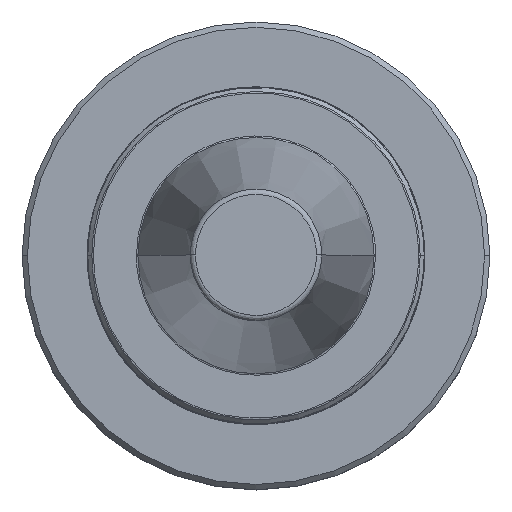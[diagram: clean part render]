
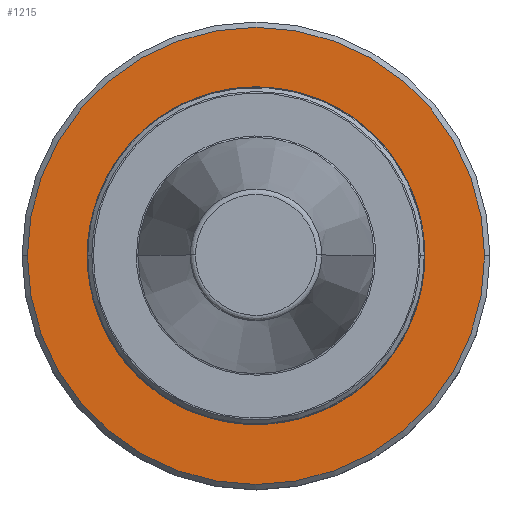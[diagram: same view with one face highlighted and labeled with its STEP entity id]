
A CAD part, top view. The second image highlights one B-rep face of the part: STEP entity #1215.
In plain terms, the highlighted planar face has unit normal (0, 0, 1).
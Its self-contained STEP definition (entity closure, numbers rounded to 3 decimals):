
#103 = DIRECTION ( 'NONE',  ( -1., 0., 0. ) ) ;
#111 = DIRECTION ( 'NONE',  ( 0., 0., -1. ) ) ;
#114 = CARTESIAN_POINT ( 'NONE',  ( 0., 0., -36. ) ) ;
#259 = DIRECTION ( 'NONE',  ( 0., 0., 1. ) ) ;
#286 = ORIENTED_EDGE ( 'NONE', *, *, #3140, .F. ) ;
#439 = CARTESIAN_POINT ( 'NONE',  ( 0., 0., -36. ) ) ;
#449 = EDGE_LOOP ( 'NONE', ( #3821, #4278 ) ) ;
#483 = VERTEX_POINT ( 'NONE', #2462 ) ;
#519 = AXIS2_PLACEMENT_3D ( 'NONE', #3306, #4305, #1576 ) ;
#545 = VERTEX_POINT ( 'NONE', #2266 ) ;
#655 = AXIS2_PLACEMENT_3D ( 'NONE', #2982, #865, #3322 ) ;
#800 = DIRECTION ( 'NONE',  ( 1., 0., 0. ) ) ;
#865 = DIRECTION ( 'NONE',  ( 0., 0., -1. ) ) ;
#961 = EDGE_CURVE ( 'NONE', #483, #545, #1545, .T. ) ;
#1215 = ADVANCED_FACE ( 'NONE', ( #1584, #1655 ), #2888, .F. ) ;
#1452 = EDGE_CURVE ( 'NONE', #4342, #4036, #2947, .T. ) ;
#1538 = ORIENTED_EDGE ( 'NONE', *, *, #1452, .F. ) ;
#1543 = EDGE_CURVE ( 'NONE', #545, #483, #4002, .T. ) ;
#1545 = CIRCLE ( 'NONE', #3219, 43. ) ;
#1576 = DIRECTION ( 'NONE',  ( -1., 0., 0. ) ) ;
#1584 = FACE_OUTER_BOUND ( 'NONE', #449, .T. ) ;
#1655 = FACE_BOUND ( 'NONE', #3958, .T. ) ;
#2122 = CARTESIAN_POINT ( 'NONE',  ( 24.5, 0., -36. ) ) ;
#2266 = CARTESIAN_POINT ( 'NONE',  ( -43., 0., -36. ) ) ;
#2400 = CARTESIAN_POINT ( 'NONE',  ( 0., 0., -36. ) ) ;
#2462 = CARTESIAN_POINT ( 'NONE',  ( 43., 0., -36. ) ) ;
#2754 = DIRECTION ( 'NONE',  ( 1., 0., 0. ) ) ;
#2888 = PLANE ( 'NONE',  #519 ) ;
#2922 = DIRECTION ( 'NONE',  ( 0., 0., 1. ) ) ;
#2947 = CIRCLE ( 'NONE', #4127, 24.5 ) ;
#2982 = CARTESIAN_POINT ( 'NONE',  ( 0., 0., -36. ) ) ;
#3140 = EDGE_CURVE ( 'NONE', #4036, #4342, #3991, .T. ) ;
#3219 = AXIS2_PLACEMENT_3D ( 'NONE', #114, #111, #103 ) ;
#3306 = CARTESIAN_POINT ( 'NONE',  ( 0., 24.5, -36. ) ) ;
#3318 = CARTESIAN_POINT ( 'NONE',  ( -24.5, 0., -36. ) ) ;
#3322 = DIRECTION ( 'NONE',  ( -1., 0., 0. ) ) ;
#3558 = AXIS2_PLACEMENT_3D ( 'NONE', #2400, #259, #2754 ) ;
#3821 = ORIENTED_EDGE ( 'NONE', *, *, #1543, .F. ) ;
#3958 = EDGE_LOOP ( 'NONE', ( #286, #1538 ) ) ;
#3991 = CIRCLE ( 'NONE', #3558, 24.5 ) ;
#4002 = CIRCLE ( 'NONE', #655, 43. ) ;
#4036 = VERTEX_POINT ( 'NONE', #2122 ) ;
#4127 = AXIS2_PLACEMENT_3D ( 'NONE', #439, #2922, #800 ) ;
#4278 = ORIENTED_EDGE ( 'NONE', *, *, #961, .F. ) ;
#4305 = DIRECTION ( 'NONE',  ( 0., 0., -1. ) ) ;
#4342 = VERTEX_POINT ( 'NONE', #3318 ) ;
